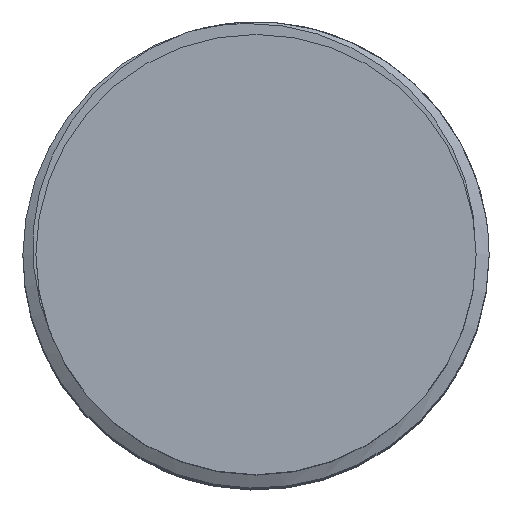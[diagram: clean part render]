
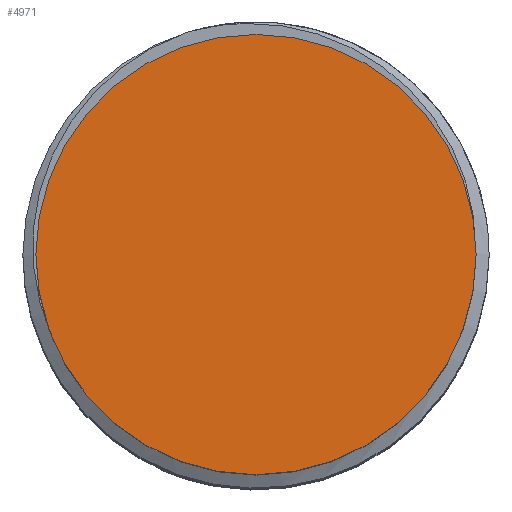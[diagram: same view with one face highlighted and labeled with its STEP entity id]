
A CAD part, top view. The second image highlights one B-rep face of the part: STEP entity #4971.
In plain terms, the highlighted planar face has unit normal (0, 0, 1).
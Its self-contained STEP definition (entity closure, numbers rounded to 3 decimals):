
#860 = DIRECTION ( 'NONE',  ( 1., 0., 0. ) ) ;
#1918 = CIRCLE ( 'NONE', #11550, 8.5 ) ;
#2426 = CARTESIAN_POINT ( 'NONE',  ( 0., 0., 9. ) ) ;
#4859 = EDGE_CURVE ( 'NONE', #7503, #14811, #1918, .T. ) ;
#4971 = ADVANCED_FACE ( 'NONE', ( #15990 ), #13581, .T. ) ;
#5581 = EDGE_LOOP ( 'NONE', ( #12199, #15367 ) ) ;
#5968 = CARTESIAN_POINT ( 'NONE',  ( -8.5, 0., 9. ) ) ;
#6095 = CARTESIAN_POINT ( 'NONE',  ( 0., 0., 9. ) ) ;
#6097 = AXIS2_PLACEMENT_3D ( 'NONE', #2426, #7398, #12377 ) ;
#7398 = DIRECTION ( 'NONE',  ( 0., 0., 1. ) ) ;
#7503 = VERTEX_POINT ( 'NONE', #16057 ) ;
#9509 = CIRCLE ( 'NONE', #13157, 8.5 ) ;
#11550 = AXIS2_PLACEMENT_3D ( 'NONE', #6095, #12136, #15760 ) ;
#11719 = EDGE_CURVE ( 'NONE', #14811, #7503, #9509, .T. ) ;
#12014 = CARTESIAN_POINT ( 'NONE',  ( 0., 0., 9. ) ) ;
#12136 = DIRECTION ( 'NONE',  ( 0., 0., 1. ) ) ;
#12199 = ORIENTED_EDGE ( 'NONE', *, *, #11719, .T. ) ;
#12377 = DIRECTION ( 'NONE',  ( 1., 0., 0. ) ) ;
#13157 = AXIS2_PLACEMENT_3D ( 'NONE', #12014, #15816, #860 ) ;
#13581 = PLANE ( 'NONE',  #6097 ) ;
#14811 = VERTEX_POINT ( 'NONE', #5968 ) ;
#15367 = ORIENTED_EDGE ( 'NONE', *, *, #4859, .T. ) ;
#15760 = DIRECTION ( 'NONE',  ( 1., 0., 0. ) ) ;
#15816 = DIRECTION ( 'NONE',  ( 0., 0., 1. ) ) ;
#15990 = FACE_OUTER_BOUND ( 'NONE', #5581, .T. ) ;
#16057 = CARTESIAN_POINT ( 'NONE',  ( 8.5, 0., 9. ) ) ;
